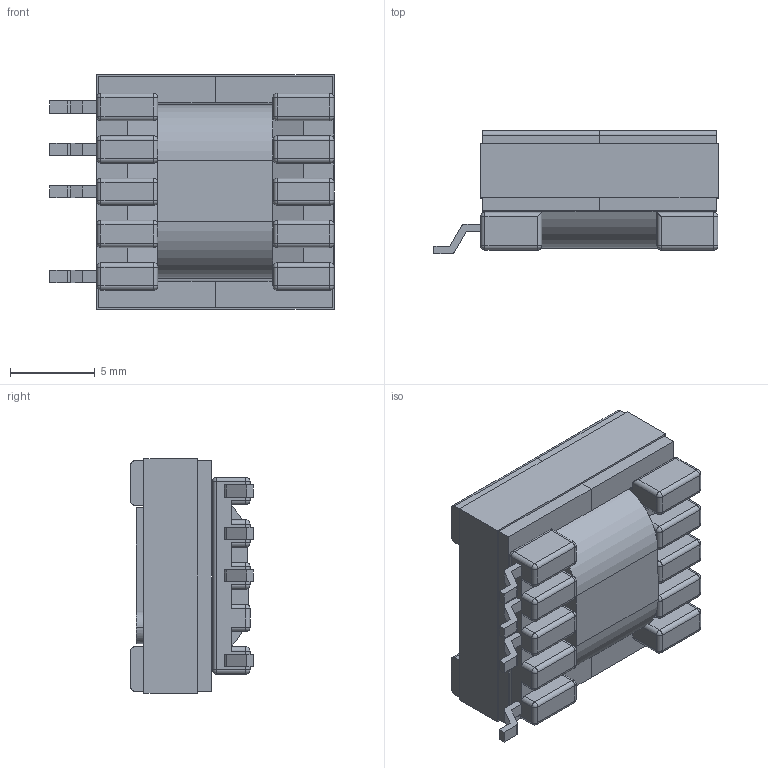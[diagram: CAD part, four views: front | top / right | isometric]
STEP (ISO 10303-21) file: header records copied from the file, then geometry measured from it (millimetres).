
FILE_DESCRIPTION (( 'STEP AP214' ), '1' );
FILE_NAME ('EPC13_4887_MP2-6-7-8-9-10.STEP', '2021-06-29T20:06:13', ( '' ), ( '' ), 'SwSTEP 2.0', 'SolidWorks 2017', '' );
FILE_SCHEMA (( 'AUTOMOTIVE_DESIGN' ));
Length unit declared in the file: millimetre
Products named in the file (5): 070-4887_coil; 070-4887_6A; EPC13_4887_MP2-6-7-8-9-10; 440-9989-2883; 150-2883_6A
Assembly tree (5 placements, depth 2):
  EPC13_4887_MP2-6-7-8-9-10
    070-4887_6A
    070-4887_coil
    150-2883_6A  x2
    440-9989-2883
Bounding box: 16.75 x 7.24 x 13.8 mm (x, y, z)
Volume: 1082.6 mm3; surface area: 2263.9 mm2
Topology: 5 solids, 5 shells, 345 faces, 884 edges, 509 vertices
Faces by surface type: plane 155, cylinder 138, sphere 44, torus 8
Entity records: 10063 total; most frequent: CARTESIAN_POINT 1703, DIRECTION 1643, ORIENTED_EDGE 1552, EDGE_CURVE 776, AXIS2_PLACEMENT_3D 569, VECTOR 505, LINE 505, VERTEX_POINT 467
